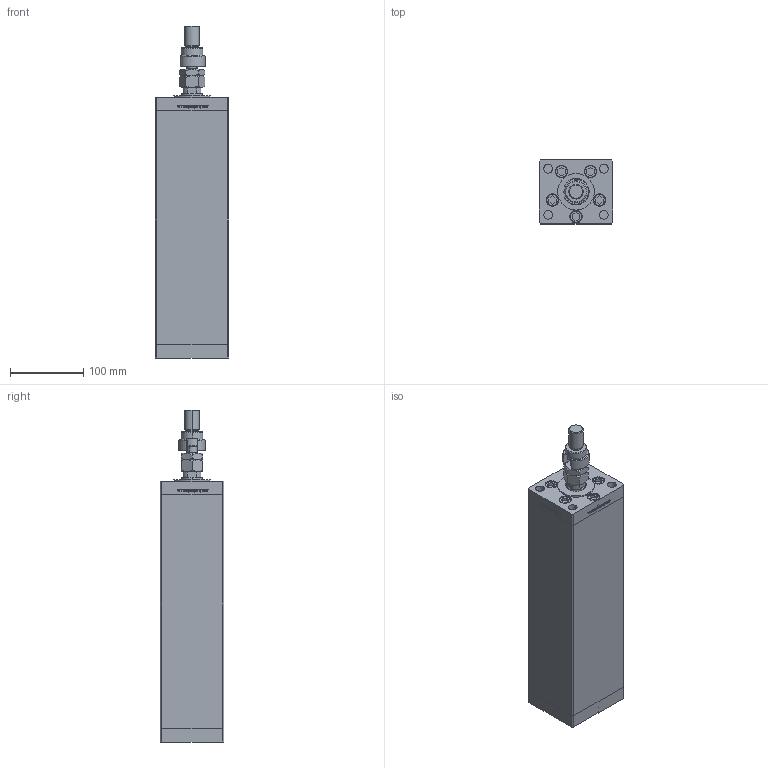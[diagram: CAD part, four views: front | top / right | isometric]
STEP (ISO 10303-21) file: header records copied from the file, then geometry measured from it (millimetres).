
FILE_DESCRIPTION (( 'STEP AP203' ), '1' );
FILE_NAME ('2a99.STEP', '2024-10-23T13:24:21', ( '' ), ( '' ), 'SwSTEP 2.0', 'SolidWorks 2019', '' );
FILE_SCHEMA (( 'CONFIG_CONTROL_DESIGN' ));
Length unit declared in the file: millimetre
Products named in the file (9): ALLEN BOLT f26992698184e25ca64201a0e28ac825; MFA f26992698184e25ca64201a0e28ac825; V220C_FRONT_B f26992698184e25ca64201a0e28ac825; 2a99; V220C_VC_B f26992698184e25ca64201a0e28ac825; DFA f26992698184e25ca64201a0e28ac825; V220C_B MIDDLE f26992698184e25ca64201a0e28ac825; V220C BACK_B f26992698184e25ca64201a0e28ac825; FEMALE_PART_FOR_DFA f26992698184e25ca64201a0e28ac825
Assembly tree (17 placements, depth 3):
  2a99
    V220C_B MIDDLE f26992698184e25ca64201a0e28ac825
    V220C BACK_B f26992698184e25ca64201a0e28ac825
    V220C_FRONT_B f26992698184e25ca64201a0e28ac825
    V220C_VC_B f26992698184e25ca64201a0e28ac825
    ALLEN BOLT f26992698184e25ca64201a0e28ac825  x10
    DFA f26992698184e25ca64201a0e28ac825
      FEMALE_PART_FOR_DFA f26992698184e25ca64201a0e28ac825
      MFA f26992698184e25ca64201a0e28ac825
Bounding box: 100 x 87 x 453.5 mm (x, y, z)
Volume: 2696651.4 mm3; surface area: 327205.2 mm2
Topology: 16 solids, 16 shells, 1268 faces, 3139 edges, 2043 vertices
Faces by surface type: plane 490, bspline 484, cylinder 160, cone 86, torus 48
Entity records: 55026 total; most frequent: CARTESIAN_POINT 31019, ORIENTED_EDGE 5446, DIRECTION 3215, EDGE_CURVE 2723, VERTEX_POINT 1791, VECTOR 1377, LINE 1377, EDGE_LOOP 1238
